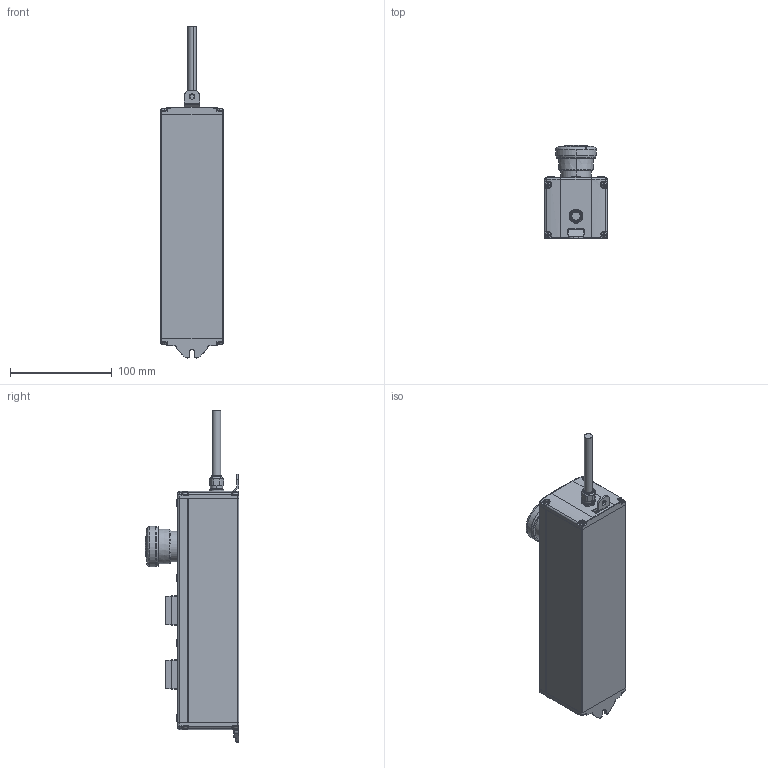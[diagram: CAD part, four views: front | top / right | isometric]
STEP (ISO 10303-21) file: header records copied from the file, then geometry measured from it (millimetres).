
FILE_DESCRIPTION (( 'STEP AP203' ), '1' );
FILE_NAME ('R6C-301-STP.step', '2025-02-25T09:00:56', ( '' ), ( '' ), 'SwSTEP 2.0', 'SolidWorks 2020', '' );
FILE_SCHEMA (( 'CONFIG_CONTROL_DESIGN' ));
Length unit declared in the file: millimetre
Products named in the file (1): R6C-301-STP
Bounding box: 62 x 91.8 x 327 mm (x, y, z)
Volume: 360037.2 mm3; surface area: 170749 mm2
Topology: 34 solids, 34 shells, 1273 faces, 3124 edges, 1963 vertices
Faces by surface type: plane 595, cylinder 350, torus 156, bspline 84, cone 76, sphere 12
Entity records: 40595 total; most frequent: CARTESIAN_POINT 10704, DIRECTION 6260, ORIENTED_EDGE 6228, EDGE_CURVE 3114, AXIS2_PLACEMENT_3D 2363, VERTEX_POINT 1963, LINE 1534, VECTOR 1534
